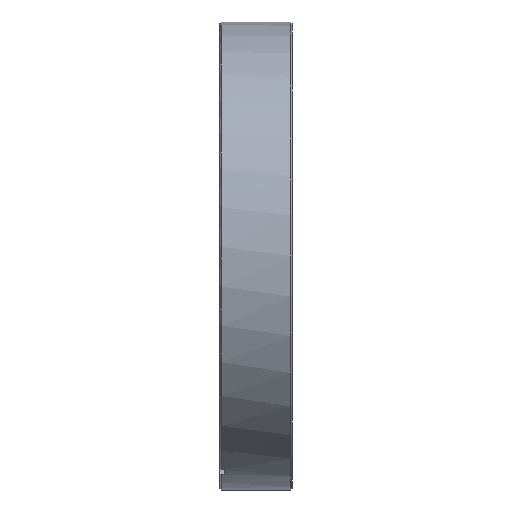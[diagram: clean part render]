
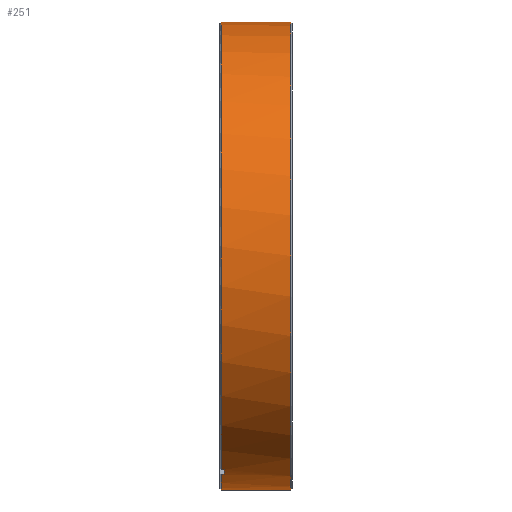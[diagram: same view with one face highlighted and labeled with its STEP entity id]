
A CAD part, left-side view. The second image highlights one B-rep face of the part: STEP entity #251.
In plain terms, the highlighted cylindrical face has radius 56.75 mm (diameter 113.5 mm), a partial arc.
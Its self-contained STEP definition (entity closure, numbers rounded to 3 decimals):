
#19 = DIRECTION ( 'NONE',  ( 0., 1., 0. ) ) ;
#27 = EDGE_CURVE ( 'NONE', #1431, #1808, #2448, .T. ) ;
#67 = ORIENTED_EDGE ( 'NONE', *, *, #358, .T. ) ;
#95 = ORIENTED_EDGE ( 'NONE', *, *, #198, .F. ) ;
#111 = ORIENTED_EDGE ( 'NONE', *, *, #2645, .T. ) ;
#156 = DIRECTION ( 'NONE',  ( 0., -1., 0. ) ) ;
#198 = EDGE_CURVE ( 'NONE', #2466, #237, #1428, .T. ) ;
#211 = DIRECTION ( 'NONE',  ( 0., 0., 1. ) ) ;
#219 = VECTOR ( 'NONE', #156, 1000. ) ;
#232 = CARTESIAN_POINT ( 'NONE',  ( 0., -5.525, 56.75 ) ) ;
#237 = VERTEX_POINT ( 'NONE', #489 ) ;
#251 = ADVANCED_FACE ( 'NONE', ( #1491 ), #1284, .T. ) ;
#263 = ORIENTED_EDGE ( 'NONE', *, *, #2349, .T. ) ;
#279 = CARTESIAN_POINT ( 'NONE',  ( 0., 12.4, 56.75 ) ) ;
#358 = EDGE_CURVE ( 'NONE', #2725, #2185, #1601, .T. ) ;
#404 = VECTOR ( 'NONE', #2104, 1000. ) ;
#409 = DIRECTION ( 'NONE',  ( 0., 0., 1. ) ) ;
#412 = VERTEX_POINT ( 'NONE', #1803 ) ;
#454 = DIRECTION ( 'NONE',  ( 0., 1., 0. ) ) ;
#489 = CARTESIAN_POINT ( 'NONE',  ( 0., -4.5, 56.75 ) ) ;
#556 = EDGE_LOOP ( 'NONE', ( #95, #263, #111, #662, #1710, #586, #67, #994 ) ) ;
#570 = CARTESIAN_POINT ( 'NONE',  ( 0., -5.525, 0. ) ) ;
#579 = CARTESIAN_POINT ( 'NONE',  ( -23.096, 11.7, -51.838 ) ) ;
#586 = ORIENTED_EDGE ( 'NONE', *, *, #2422, .T. ) ;
#626 = DIRECTION ( 'NONE',  ( 0., 0., -1. ) ) ;
#655 = DIRECTION ( 'NONE',  ( 0., -1., 0. ) ) ;
#662 = ORIENTED_EDGE ( 'NONE', *, *, #27, .F. ) ;
#795 = AXIS2_PLACEMENT_3D ( 'NONE', #2584, #935, #211 ) ;
#856 = LINE ( 'NONE', #1190, #1401 ) ;
#860 = CARTESIAN_POINT ( 'NONE',  ( -20.324, 12.4, -52.986 ) ) ;
#935 = DIRECTION ( 'NONE',  ( 0., 1., 0. ) ) ;
#993 = VECTOR ( 'NONE', #1618, 1000. ) ;
#994 = ORIENTED_EDGE ( 'NONE', *, *, #1635, .T. ) ;
#1016 = CARTESIAN_POINT ( 'NONE',  ( 0., 12.4, 0. ) ) ;
#1030 = DIRECTION ( 'NONE',  ( 0., -1., 0. ) ) ;
#1031 = VERTEX_POINT ( 'NONE', #860 ) ;
#1040 = DIRECTION ( 'NONE',  ( 0., 0., -1. ) ) ;
#1105 = AXIS2_PLACEMENT_3D ( 'NONE', #2775, #2360, #2788 ) ;
#1190 = CARTESIAN_POINT ( 'NONE',  ( -20.324, -5.525, -52.986 ) ) ;
#1284 = CYLINDRICAL_SURFACE ( 'NONE', #1354, 56.75 ) ;
#1354 = AXIS2_PLACEMENT_3D ( 'NONE', #570, #655, #626 ) ;
#1401 = VECTOR ( 'NONE', #454, 1000. ) ;
#1428 = LINE ( 'NONE', #232, #219 ) ;
#1431 = VERTEX_POINT ( 'NONE', #1510 ) ;
#1491 = FACE_OUTER_BOUND ( 'NONE', #556, .T. ) ;
#1510 = CARTESIAN_POINT ( 'NONE',  ( -20.324, 11.7, -52.986 ) ) ;
#1599 = CARTESIAN_POINT ( 'NONE',  ( 0., -5.525, -56.75 ) ) ;
#1601 = LINE ( 'NONE', #1599, #993 ) ;
#1618 = DIRECTION ( 'NONE',  ( 0., -1., 0. ) ) ;
#1635 = EDGE_CURVE ( 'NONE', #2185, #237, #2780, .T. ) ;
#1646 = CARTESIAN_POINT ( 'NONE',  ( -23.096, -5.525, -51.838 ) ) ;
#1710 = ORIENTED_EDGE ( 'NONE', *, *, #2702, .T. ) ;
#1803 = CARTESIAN_POINT ( 'NONE',  ( -23.096, 12.4, -51.838 ) ) ;
#1808 = VERTEX_POINT ( 'NONE', #579 ) ;
#1940 = AXIS2_PLACEMENT_3D ( 'NONE', #1016, #1030, #1040 ) ;
#2104 = DIRECTION ( 'NONE',  ( 0., -1., 0. ) ) ;
#2105 = CIRCLE ( 'NONE', #1105, 56.75 ) ;
#2152 = LINE ( 'NONE', #1646, #404 ) ;
#2185 = VERTEX_POINT ( 'NONE', #2596 ) ;
#2270 = CARTESIAN_POINT ( 'NONE',  ( 0., 12.4, -56.75 ) ) ;
#2349 = EDGE_CURVE ( 'NONE', #2466, #412, #2444, .T. ) ;
#2360 = DIRECTION ( 'NONE',  ( 0., -1., 0. ) ) ;
#2390 = AXIS2_PLACEMENT_3D ( 'NONE', #2791, #19, #409 ) ;
#2422 = EDGE_CURVE ( 'NONE', #1031, #2725, #2105, .T. ) ;
#2444 = CIRCLE ( 'NONE', #1940, 56.75 ) ;
#2448 = CIRCLE ( 'NONE', #795, 56.75 ) ;
#2466 = VERTEX_POINT ( 'NONE', #279 ) ;
#2584 = CARTESIAN_POINT ( 'NONE',  ( 0., 11.7, 0. ) ) ;
#2596 = CARTESIAN_POINT ( 'NONE',  ( 0., -4.5, -56.75 ) ) ;
#2645 = EDGE_CURVE ( 'NONE', #412, #1808, #2152, .T. ) ;
#2702 = EDGE_CURVE ( 'NONE', #1431, #1031, #856, .T. ) ;
#2725 = VERTEX_POINT ( 'NONE', #2270 ) ;
#2775 = CARTESIAN_POINT ( 'NONE',  ( 0., 12.4, 0. ) ) ;
#2780 = CIRCLE ( 'NONE', #2390, 56.75 ) ;
#2788 = DIRECTION ( 'NONE',  ( 0., 0., -1. ) ) ;
#2791 = CARTESIAN_POINT ( 'NONE',  ( 0., -4.5, 0. ) ) ;
